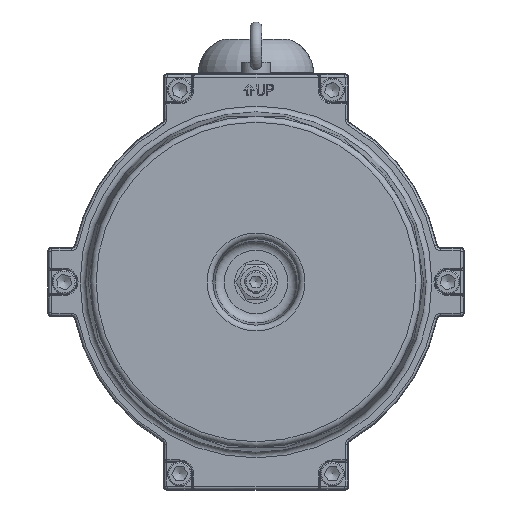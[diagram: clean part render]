
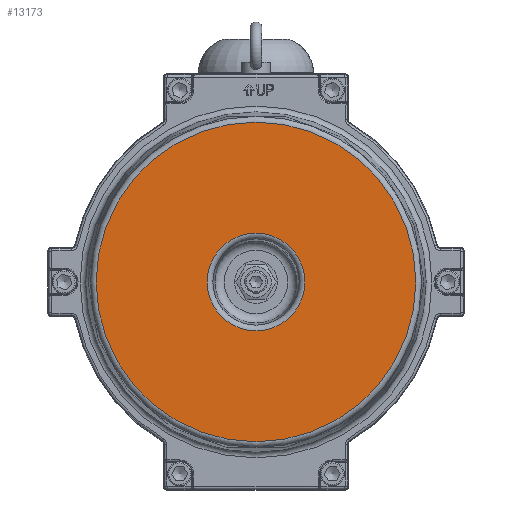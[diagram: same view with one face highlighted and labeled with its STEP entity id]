
A CAD part, front view. The second image highlights one B-rep face of the part: STEP entity #13173.
In plain terms, the highlighted planar face has unit normal (0, -1, 0).
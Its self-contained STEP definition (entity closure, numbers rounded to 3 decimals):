
#1342=CIRCLE('',#14728,138.292);
#1343=CIRCLE('',#14729,42.32);
#4047=ORIENTED_EDGE('',*,*,#6606,.T.);
#4048=ORIENTED_EDGE('',*,*,#6607,.F.);
#6606=EDGE_CURVE('',#8278,#8278,#1342,.T.);
#6607=EDGE_CURVE('',#8279,#8279,#1343,.T.);
#8278=VERTEX_POINT('',#27183);
#8279=VERTEX_POINT('',#27185);
#11079=EDGE_LOOP('',(#4047));
#11080=EDGE_LOOP('',(#4048));
#12042=FACE_BOUND('',#11079,.T.);
#12043=FACE_BOUND('',#11080,.T.);
#12636=PLANE('',#14727);
#13173=ADVANCED_FACE('',(#12042,#12043),#12636,.T.);
#14727=AXIS2_PLACEMENT_3D('',#27181,#17917,#17918);
#14728=AXIS2_PLACEMENT_3D('',#27182,#17919,#17920);
#14729=AXIS2_PLACEMENT_3D('',#27184,#17921,#17922);
#17917=DIRECTION('',(0.,-1.,0.));
#17918=DIRECTION('',(-1.,0.,0.));
#17919=DIRECTION('',(0.,-1.,0.));
#17920=DIRECTION('',(-1.,0.,0.));
#17921=DIRECTION('',(0.,-1.,0.));
#17922=DIRECTION('',(-1.,0.,0.));
#27181=CARTESIAN_POINT('',(0.,-344.5,-37.657));
#27182=CARTESIAN_POINT('',(0.,-344.5,0.));
#27183=CARTESIAN_POINT('',(-138.292,-344.5,0.));
#27184=CARTESIAN_POINT('',(0.,-344.5,0.));
#27185=CARTESIAN_POINT('',(-42.32,-344.5,0.));
